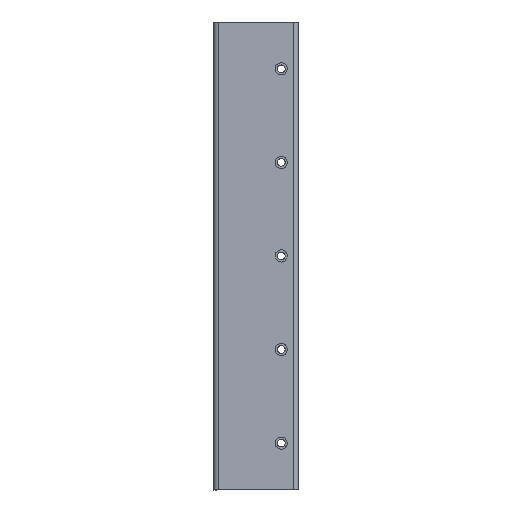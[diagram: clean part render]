
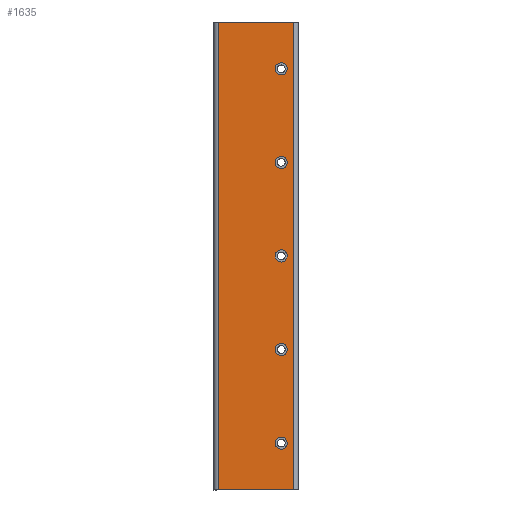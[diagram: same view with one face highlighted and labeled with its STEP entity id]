
A CAD part, top view. The second image highlights one B-rep face of the part: STEP entity #1635.
In plain terms, the highlighted planar face has unit normal (0, 0, 1).
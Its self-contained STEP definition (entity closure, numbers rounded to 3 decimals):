
#6 = VECTOR ( 'NONE', #1367, 1000. ) ;
#13 = DIRECTION ( 'NONE',  ( 0., 0., 1. ) ) ;
#29 = ORIENTED_EDGE ( 'NONE', *, *, #961, .T. ) ;
#37 = VERTEX_POINT ( 'NONE', #1225 ) ;
#118 = DIRECTION ( 'NONE',  ( 0., 0., 1. ) ) ;
#174 = EDGE_CURVE ( 'NONE', #186, #37, #1642, .T. ) ;
#186 = VERTEX_POINT ( 'NONE', #760 ) ;
#189 = ORIENTED_EDGE ( 'NONE', *, *, #1775, .F. ) ;
#208 = FACE_OUTER_BOUND ( 'NONE', #2548, .T. ) ;
#240 = CARTESIAN_POINT ( 'NONE',  ( -9., 100., 22.5 ) ) ;
#241 = FACE_BOUND ( 'NONE', #812, .T. ) ;
#260 = VERTEX_POINT ( 'NONE', #1531 ) ;
#305 = CARTESIAN_POINT ( 'NONE',  ( -5.9, 100., 22.5 ) ) ;
#328 = EDGE_CURVE ( 'NONE', #2242, #2481, #912, .T. ) ;
#332 = DIRECTION ( 'NONE',  ( 0., 0., 1. ) ) ;
#355 = DIRECTION ( 'NONE',  ( 0., 0., 1. ) ) ;
#386 = CARTESIAN_POINT ( 'NONE',  ( -9., -50., 22.5 ) ) ;
#412 = CIRCLE ( 'NONE', #1781, 3.1 ) ;
#413 = ORIENTED_EDGE ( 'NONE', *, *, #1294, .T. ) ;
#457 = CIRCLE ( 'NONE', #2457, 3.1 ) ;
#459 = DIRECTION ( 'NONE',  ( -1., 0., 0. ) ) ;
#479 = EDGE_LOOP ( 'NONE', ( #2467, #1437 ) ) ;
#504 = VECTOR ( 'NONE', #1442, 1000. ) ;
#519 = CARTESIAN_POINT ( 'NONE',  ( -9., -100., 22.5 ) ) ;
#536 = CARTESIAN_POINT ( 'NONE',  ( -9., 100., 22.5 ) ) ;
#569 = CARTESIAN_POINT ( 'NONE',  ( -12.1, 100., 22.5 ) ) ;
#609 = DIRECTION ( 'NONE',  ( 0., 0., 1. ) ) ;
#627 = CIRCLE ( 'NONE', #1356, 3.1 ) ;
#635 = AXIS2_PLACEMENT_3D ( 'NONE', #2796, #837, #459 ) ;
#636 = ORIENTED_EDGE ( 'NONE', *, *, #1886, .F. ) ;
#643 = EDGE_LOOP ( 'NONE', ( #1624, #189 ) ) ;
#684 = VECTOR ( 'NONE', #2357, 1000. ) ;
#693 = DIRECTION ( 'NONE',  ( 1., 0., 0. ) ) ;
#729 = AXIS2_PLACEMENT_3D ( 'NONE', #536, #2048, #693 ) ;
#760 = CARTESIAN_POINT ( 'NONE',  ( -12.1, -100., 22.5 ) ) ;
#764 = CARTESIAN_POINT ( 'NONE',  ( -9., 0., 22.5 ) ) ;
#802 = EDGE_CURVE ( 'NONE', #2804, #1065, #1283, .T. ) ;
#807 = VECTOR ( 'NONE', #1808, 1000. ) ;
#812 = EDGE_LOOP ( 'NONE', ( #1873, #1350 ) ) ;
#837 = DIRECTION ( 'NONE',  ( 0., 0., 1. ) ) ;
#869 = VERTEX_POINT ( 'NONE', #1792 ) ;
#877 = EDGE_LOOP ( 'NONE', ( #2384, #636 ) ) ;
#886 = DIRECTION ( 'NONE',  ( 1., 0., 0. ) ) ;
#912 = CIRCLE ( 'NONE', #2147, 3.1 ) ;
#939 = CARTESIAN_POINT ( 'NONE',  ( -9., 50., 22.5 ) ) ;
#948 = DIRECTION ( 'NONE',  ( -1., 0., 0. ) ) ;
#961 = EDGE_CURVE ( 'NONE', #2807, #260, #2313, .T. ) ;
#1065 = VERTEX_POINT ( 'NONE', #2044 ) ;
#1068 = PLANE ( 'NONE',  #1648 ) ;
#1130 = CARTESIAN_POINT ( 'NONE',  ( -2.4, -125., 22.5 ) ) ;
#1143 = DIRECTION ( 'NONE',  ( 1., 0., 0. ) ) ;
#1146 = LINE ( 'NONE', #1130, #6 ) ;
#1167 = DIRECTION ( 'NONE',  ( 0., 0., 1. ) ) ;
#1192 = EDGE_CURVE ( 'NONE', #1684, #2594, #412, .T. ) ;
#1223 = AXIS2_PLACEMENT_3D ( 'NONE', #2711, #118, #2543 ) ;
#1224 = CIRCLE ( 'NONE', #729, 3.1 ) ;
#1225 = CARTESIAN_POINT ( 'NONE',  ( -5.9, -100., 22.5 ) ) ;
#1259 = EDGE_CURVE ( 'NONE', #2325, #869, #2235, .T. ) ;
#1262 = AXIS2_PLACEMENT_3D ( 'NONE', #1796, #2479, #1143 ) ;
#1283 = LINE ( 'NONE', #2187, #684 ) ;
#1294 = EDGE_CURVE ( 'NONE', #2804, #2807, #1146, .T. ) ;
#1298 = CARTESIAN_POINT ( 'NONE',  ( -5.9, -50., 22.5 ) ) ;
#1350 = ORIENTED_EDGE ( 'NONE', *, *, #2261, .F. ) ;
#1356 = AXIS2_PLACEMENT_3D ( 'NONE', #764, #332, #2268 ) ;
#1367 = DIRECTION ( 'NONE',  ( 0., 1., 0. ) ) ;
#1437 = ORIENTED_EDGE ( 'NONE', *, *, #174, .F. ) ;
#1442 = DIRECTION ( 'NONE',  ( -1., 0., 0. ) ) ;
#1478 = DIRECTION ( 'NONE',  ( 1., 0., 0. ) ) ;
#1520 = FACE_BOUND ( 'NONE', #1786, .T. ) ;
#1523 = CARTESIAN_POINT ( 'NONE',  ( -2.4, -125., 22.5 ) ) ;
#1531 = CARTESIAN_POINT ( 'NONE',  ( -42.6, 125., 22.5 ) ) ;
#1557 = CARTESIAN_POINT ( 'NONE',  ( -2.4, 125., 22.5 ) ) ;
#1624 = ORIENTED_EDGE ( 'NONE', *, *, #328, .F. ) ;
#1635 = ADVANCED_FACE ( 'NONE', ( #1520, #241, #1927, #2612, #2602, #208 ), #1068, .T. ) ;
#1642 = CIRCLE ( 'NONE', #1223, 3.1 ) ;
#1648 = AXIS2_PLACEMENT_3D ( 'NONE', #1737, #13, #886 ) ;
#1684 = VERTEX_POINT ( 'NONE', #1298 ) ;
#1737 = CARTESIAN_POINT ( 'NONE',  ( -45., 125., 22.5 ) ) ;
#1775 = EDGE_CURVE ( 'NONE', #2481, #2242, #1224, .T. ) ;
#1776 = AXIS2_PLACEMENT_3D ( 'NONE', #519, #355, #948 ) ;
#1778 = ORIENTED_EDGE ( 'NONE', *, *, #1192, .F. ) ;
#1781 = AXIS2_PLACEMENT_3D ( 'NONE', #386, #609, #1933 ) ;
#1782 = CARTESIAN_POINT ( 'NONE',  ( -12.1, 0., 22.5 ) ) ;
#1786 = EDGE_LOOP ( 'NONE', ( #1778, #2484 ) ) ;
#1792 = CARTESIAN_POINT ( 'NONE',  ( -12.1, 50., 22.5 ) ) ;
#1796 = CARTESIAN_POINT ( 'NONE',  ( -9., 0., 22.5 ) ) ;
#1808 = DIRECTION ( 'NONE',  ( 0., -1., 0. ) ) ;
#1818 = CIRCLE ( 'NONE', #1262, 3.1 ) ;
#1863 = CARTESIAN_POINT ( 'NONE',  ( -42.6, 125., 22.5 ) ) ;
#1873 = ORIENTED_EDGE ( 'NONE', *, *, #1259, .F. ) ;
#1886 = EDGE_CURVE ( 'NONE', #2183, #2079, #1818, .T. ) ;
#1927 = FACE_BOUND ( 'NONE', #877, .T. ) ;
#1933 = DIRECTION ( 'NONE',  ( -1., 0., 0. ) ) ;
#1939 = DIRECTION ( 'NONE',  ( 0., 0., 1. ) ) ;
#2044 = CARTESIAN_POINT ( 'NONE',  ( -42.6, -125., 22.5 ) ) ;
#2048 = DIRECTION ( 'NONE',  ( 0., 0., 1. ) ) ;
#2059 = CARTESIAN_POINT ( 'NONE',  ( -45., 125., 22.5 ) ) ;
#2074 = CARTESIAN_POINT ( 'NONE',  ( -5.9, 50., 22.5 ) ) ;
#2079 = VERTEX_POINT ( 'NONE', #2406 ) ;
#2120 = EDGE_CURVE ( 'NONE', #2594, #1684, #2134, .T. ) ;
#2134 = CIRCLE ( 'NONE', #2504, 3.1 ) ;
#2147 = AXIS2_PLACEMENT_3D ( 'NONE', #240, #1939, #1478 ) ;
#2183 = VERTEX_POINT ( 'NONE', #1782 ) ;
#2187 = CARTESIAN_POINT ( 'NONE',  ( -45., -125., 22.5 ) ) ;
#2235 = CIRCLE ( 'NONE', #635, 3.1 ) ;
#2242 = VERTEX_POINT ( 'NONE', #305 ) ;
#2261 = EDGE_CURVE ( 'NONE', #869, #2325, #457, .T. ) ;
#2268 = DIRECTION ( 'NONE',  ( 1., 0., 0. ) ) ;
#2292 = DIRECTION ( 'NONE',  ( -1., 0., 0. ) ) ;
#2313 = LINE ( 'NONE', #2059, #504 ) ;
#2325 = VERTEX_POINT ( 'NONE', #2074 ) ;
#2327 = EDGE_CURVE ( 'NONE', #260, #1065, #2697, .T. ) ;
#2357 = DIRECTION ( 'NONE',  ( -1., 0., 0. ) ) ;
#2384 = ORIENTED_EDGE ( 'NONE', *, *, #2475, .F. ) ;
#2406 = CARTESIAN_POINT ( 'NONE',  ( -5.9, 0., 22.5 ) ) ;
#2454 = EDGE_CURVE ( 'NONE', #37, #186, #2766, .T. ) ;
#2457 = AXIS2_PLACEMENT_3D ( 'NONE', #939, #1167, #2292 ) ;
#2467 = ORIENTED_EDGE ( 'NONE', *, *, #2454, .F. ) ;
#2475 = EDGE_CURVE ( 'NONE', #2079, #2183, #627, .T. ) ;
#2479 = DIRECTION ( 'NONE',  ( 0., 0., 1. ) ) ;
#2481 = VERTEX_POINT ( 'NONE', #569 ) ;
#2484 = ORIENTED_EDGE ( 'NONE', *, *, #2120, .F. ) ;
#2504 = AXIS2_PLACEMENT_3D ( 'NONE', #2628, #2808, #2603 ) ;
#2525 = CARTESIAN_POINT ( 'NONE',  ( -12.1, -50., 22.5 ) ) ;
#2543 = DIRECTION ( 'NONE',  ( -1., 0., 0. ) ) ;
#2548 = EDGE_LOOP ( 'NONE', ( #2588, #413, #29, #2555 ) ) ;
#2555 = ORIENTED_EDGE ( 'NONE', *, *, #2327, .T. ) ;
#2588 = ORIENTED_EDGE ( 'NONE', *, *, #802, .F. ) ;
#2594 = VERTEX_POINT ( 'NONE', #2525 ) ;
#2602 = FACE_BOUND ( 'NONE', #479, .T. ) ;
#2603 = DIRECTION ( 'NONE',  ( -1., 0., 0. ) ) ;
#2612 = FACE_BOUND ( 'NONE', #643, .T. ) ;
#2628 = CARTESIAN_POINT ( 'NONE',  ( -9., -50., 22.5 ) ) ;
#2697 = LINE ( 'NONE', #1863, #807 ) ;
#2711 = CARTESIAN_POINT ( 'NONE',  ( -9., -100., 22.5 ) ) ;
#2766 = CIRCLE ( 'NONE', #1776, 3.1 ) ;
#2796 = CARTESIAN_POINT ( 'NONE',  ( -9., 50., 22.5 ) ) ;
#2804 = VERTEX_POINT ( 'NONE', #1523 ) ;
#2807 = VERTEX_POINT ( 'NONE', #1557 ) ;
#2808 = DIRECTION ( 'NONE',  ( 0., 0., 1. ) ) ;
